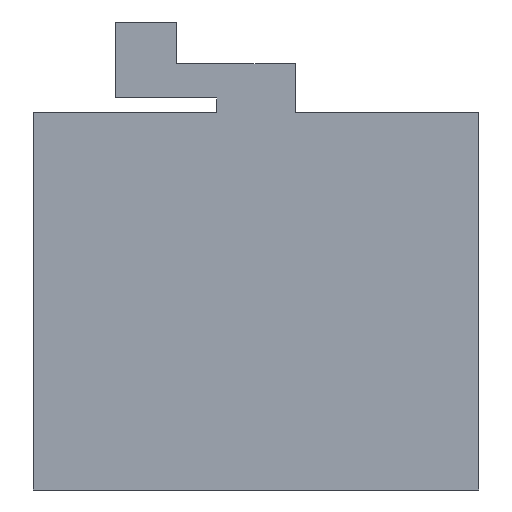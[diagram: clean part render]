
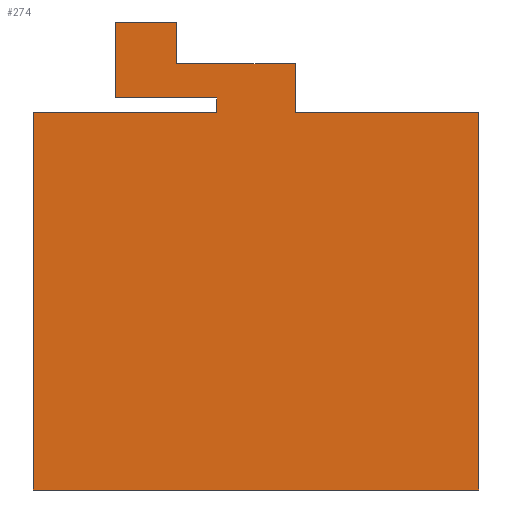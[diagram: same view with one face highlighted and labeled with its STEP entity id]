
A CAD part, front view. The second image highlights one B-rep face of the part: STEP entity #274.
In plain terms, the highlighted planar face has unit normal (0, -1, 0).
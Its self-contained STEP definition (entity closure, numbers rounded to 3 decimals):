
#28=FACE_OUTER_BOUND('',#42,.T.);
#42=EDGE_LOOP('',(#235,#236,#237,#238,#239,#240,#241,#242,#243,#244,#245,
#246));
#43=LINE('',#373,#79);
#47=LINE('',#381,#83);
#50=LINE('',#387,#86);
#53=LINE('',#393,#89);
#56=LINE('',#399,#92);
#59=LINE('',#405,#95);
#62=LINE('',#411,#98);
#65=LINE('',#417,#101);
#68=LINE('',#423,#104);
#71=LINE('',#429,#107);
#74=LINE('',#435,#110);
#77=LINE('',#440,#113);
#79=VECTOR('',#307,10.);
#83=VECTOR('',#313,10.);
#86=VECTOR('',#318,10.);
#89=VECTOR('',#323,10.);
#92=VECTOR('',#328,10.);
#95=VECTOR('',#333,10.);
#98=VECTOR('',#338,10.);
#101=VECTOR('',#343,10.);
#104=VECTOR('',#348,10.);
#107=VECTOR('',#353,10.);
#110=VECTOR('',#358,10.);
#113=VECTOR('',#363,10.);
#115=VERTEX_POINT('',#371);
#116=VERTEX_POINT('',#372);
#119=VERTEX_POINT('',#380);
#121=VERTEX_POINT('',#386);
#123=VERTEX_POINT('',#392);
#125=VERTEX_POINT('',#398);
#127=VERTEX_POINT('',#404);
#129=VERTEX_POINT('',#410);
#131=VERTEX_POINT('',#416);
#133=VERTEX_POINT('',#422);
#135=VERTEX_POINT('',#428);
#137=VERTEX_POINT('',#434);
#139=EDGE_CURVE('',#115,#116,#43,.T.);
#143=EDGE_CURVE('',#116,#119,#47,.T.);
#146=EDGE_CURVE('',#119,#121,#50,.T.);
#149=EDGE_CURVE('',#121,#123,#53,.T.);
#152=EDGE_CURVE('',#123,#125,#56,.T.);
#155=EDGE_CURVE('',#127,#125,#59,.T.);
#158=EDGE_CURVE('',#129,#127,#62,.T.);
#161=EDGE_CURVE('',#131,#129,#65,.T.);
#164=EDGE_CURVE('',#133,#131,#68,.T.);
#167=EDGE_CURVE('',#135,#133,#71,.T.);
#170=EDGE_CURVE('',#137,#135,#74,.T.);
#173=EDGE_CURVE('',#115,#137,#77,.T.);
#235=ORIENTED_EDGE('',*,*,#173,.F.);
#236=ORIENTED_EDGE('',*,*,#139,.T.);
#237=ORIENTED_EDGE('',*,*,#143,.T.);
#238=ORIENTED_EDGE('',*,*,#146,.T.);
#239=ORIENTED_EDGE('',*,*,#149,.T.);
#240=ORIENTED_EDGE('',*,*,#152,.T.);
#241=ORIENTED_EDGE('',*,*,#155,.F.);
#242=ORIENTED_EDGE('',*,*,#158,.F.);
#243=ORIENTED_EDGE('',*,*,#161,.F.);
#244=ORIENTED_EDGE('',*,*,#164,.F.);
#245=ORIENTED_EDGE('',*,*,#167,.F.);
#246=ORIENTED_EDGE('',*,*,#170,.F.);
#260=PLANE('',#302);
#274=ADVANCED_FACE('',(#28),#260,.F.);
#302=AXIS2_PLACEMENT_3D('',#443,#367,#368);
#307=DIRECTION('',(-1.,0.,0.));
#313=DIRECTION('',(0.,0.,-1.));
#318=DIRECTION('',(1.,0.,0.));
#323=DIRECTION('',(0.,0.,1.));
#328=DIRECTION('',(-1.,0.,0.));
#333=DIRECTION('',(0.,0.,-1.));
#338=DIRECTION('',(1.,0.,0.));
#343=DIRECTION('',(0.,0.,-1.));
#348=DIRECTION('',(1.,0.,0.));
#353=DIRECTION('',(0.,0.,1.));
#358=DIRECTION('',(-1.,0.,0.));
#363=DIRECTION('',(0.,0.,1.));
#367=DIRECTION('center_axis',(0.,1.,0.));
#368=DIRECTION('ref_axis',(1.,0.,0.));
#371=CARTESIAN_POINT('',(-53.5,0.,0.));
#372=CARTESIAN_POINT('',(-91.,0.,0.));
#373=CARTESIAN_POINT('',(0.,0.,0.));
#380=CARTESIAN_POINT('',(-91.,0.,-77.));
#381=CARTESIAN_POINT('',(-91.,0.,0.));
#386=CARTESIAN_POINT('',(0.,0.,-77.));
#387=CARTESIAN_POINT('',(-91.,0.,-77.));
#392=CARTESIAN_POINT('',(0.,0.,0.));
#393=CARTESIAN_POINT('',(0.,0.,-77.));
#398=CARTESIAN_POINT('',(-37.5,0.,0.));
#399=CARTESIAN_POINT('',(0.,0.,0.));
#404=CARTESIAN_POINT('',(-37.5,0.,10.));
#405=CARTESIAN_POINT('',(-37.5,0.,10.));
#410=CARTESIAN_POINT('',(-61.7,0.,10.));
#411=CARTESIAN_POINT('',(-61.7,0.,10.));
#416=CARTESIAN_POINT('',(-61.7,0.,18.5));
#417=CARTESIAN_POINT('',(-61.7,0.,18.5));
#422=CARTESIAN_POINT('',(-74.2,0.,18.5));
#423=CARTESIAN_POINT('',(-74.2,0.,18.5));
#428=CARTESIAN_POINT('',(-74.2,0.,3.));
#429=CARTESIAN_POINT('',(-74.2,0.,3.));
#434=CARTESIAN_POINT('',(-53.5,0.,3.));
#435=CARTESIAN_POINT('',(-53.5,0.,3.));
#440=CARTESIAN_POINT('',(-53.5,0.,0.));
#443=CARTESIAN_POINT('Origin',(-45.5,0.,-29.25));
